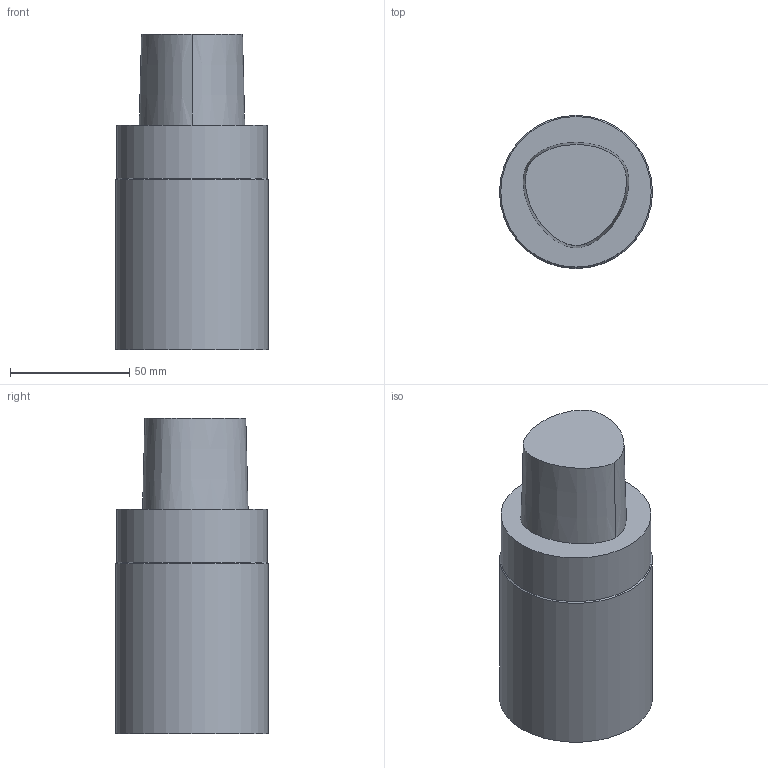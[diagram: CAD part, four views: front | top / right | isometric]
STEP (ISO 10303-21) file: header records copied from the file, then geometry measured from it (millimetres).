
FILE_DESCRIPTION((''),'1');
FILE_NAME('C6-CKB6-94.stp','2012-12-05T01:50:48',(''),(''),'Spatial Interop R18','Kubotek KeyCreator V8.5.1 (14335)',' ');
FILE_SCHEMA(('CONFIG_CONTROL_DESIGN'));
Length unit declared in the file: millimetre
Products named in the file (1): 1
Bounding box: 64 x 64 x 132 mm (x, y, z)
Volume: 354901.2 mm3; surface area: 30231.8 mm2
Topology: 1 solids, 1 shells, 9 faces, 16 edges, 9 vertices
Faces by surface type: plane 3, bspline 2, cone 2, cylinder 2
Full cylindrical faces by diameter (mm): 62.985 x1, 64 x1
Entity records: 426 total; most frequent: CARTESIAN_POINT 232, DIRECTION 29, ORIENTED_EDGE 24, AXIS2_PLACEMENT_3D 13, EDGE_LOOP 13, EDGE_CURVE 12, ADVANCED_FACE 9, VERTEX_POINT 9
